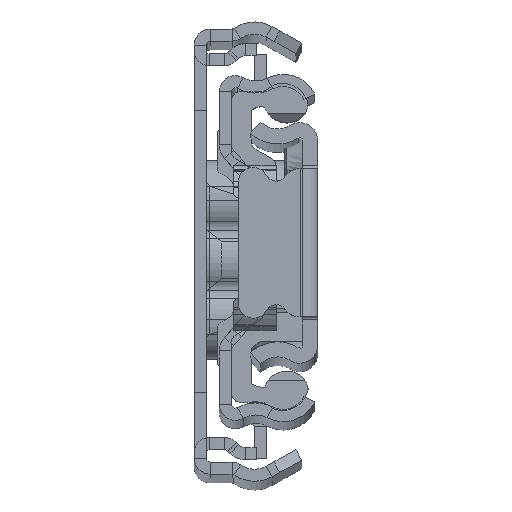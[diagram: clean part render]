
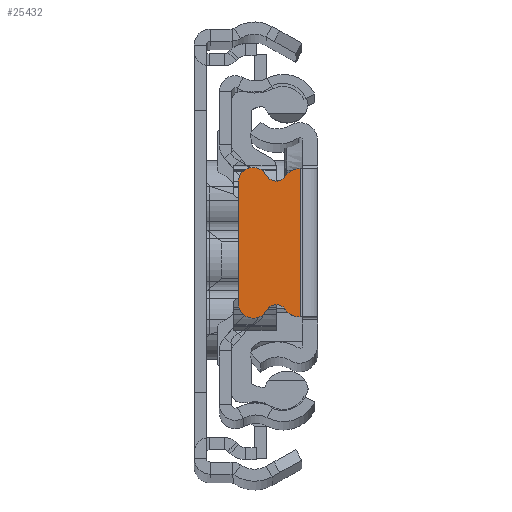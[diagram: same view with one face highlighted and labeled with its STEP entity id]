
A CAD part, top view. The second image highlights one B-rep face of the part: STEP entity #25432.
In plain terms, the highlighted planar face has unit normal (0, 0, 1).
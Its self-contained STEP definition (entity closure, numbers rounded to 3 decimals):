
#349 = CIRCLE ( 'NONE', #25439, 1.5 ) ;
#1147 = CARTESIAN_POINT ( 'NONE',  ( -1.929, 7.37, 0. ) ) ;
#1403 = AXIS2_PLACEMENT_3D ( 'NONE', #26184, #25907, #19567 ) ;
#1906 = CARTESIAN_POINT ( 'NONE',  ( -1.929, -5.87, 0. ) ) ;
#2297 = PLANE ( 'NONE',  #23595 ) ;
#3068 = ORIENTED_EDGE ( 'NONE', *, *, #23241, .F. ) ;
#3117 = AXIS2_PLACEMENT_3D ( 'NONE', #16027, #9451, #3211 ) ;
#3211 = DIRECTION ( 'NONE',  ( 1., 0., 0. ) ) ;
#3607 = VECTOR ( 'NONE', #10467, 1000. ) ;
#4084 = FACE_OUTER_BOUND ( 'NONE', #15487, .T. ) ;
#4149 = VERTEX_POINT ( 'NONE', #15197 ) ;
#4534 = ORIENTED_EDGE ( 'NONE', *, *, #5725, .T. ) ;
#4739 = LINE ( 'NONE', #23818, #3607 ) ;
#5094 = CARTESIAN_POINT ( 'NONE',  ( -1.75, 7.37, 0. ) ) ;
#5428 = VERTEX_POINT ( 'NONE', #13914 ) ;
#5536 = LINE ( 'NONE', #13777, #13105 ) ;
#5725 = EDGE_CURVE ( 'NONE', #15619, #19056, #19501, .T. ) ;
#5750 = CIRCLE ( 'NONE', #1403, 1.5 ) ;
#6238 = CIRCLE ( 'NONE', #23542, 1.5 ) ;
#6687 = ORIENTED_EDGE ( 'NONE', *, *, #21035, .T. ) ;
#7237 = CIRCLE ( 'NONE', #25826, 1.5 ) ;
#7545 = DIRECTION ( 'NONE',  ( 0., -1., 0. ) ) ;
#8135 = CARTESIAN_POINT ( 'NONE',  ( 494.071, 0., 0. ) ) ;
#9358 = VECTOR ( 'NONE', #11445, 1000. ) ;
#9451 = DIRECTION ( 'NONE',  ( 0., 0., -1. ) ) ;
#9689 = CARTESIAN_POINT ( 'NONE',  ( -5.109, -6.713, 0. ) ) ;
#10308 = DIRECTION ( 'NONE',  ( 0., 0., 1. ) ) ;
#10337 = EDGE_CURVE ( 'NONE', #16905, #5428, #5536, .T. ) ;
#10392 = VERTEX_POINT ( 'NONE', #22584 ) ;
#10460 = CARTESIAN_POINT ( 'NONE',  ( -7.929, -6., 0. ) ) ;
#10467 = DIRECTION ( 'NONE',  ( 0., -1., 0. ) ) ;
#10700 = VERTEX_POINT ( 'NONE', #16828 ) ;
#11026 = ORIENTED_EDGE ( 'NONE', *, *, #12875, .T. ) ;
#11445 = DIRECTION ( 'NONE',  ( 1., 0., 0. ) ) ;
#11753 = DIRECTION ( 'NONE',  ( -1., 0., 0. ) ) ;
#12138 = CARTESIAN_POINT ( 'NONE',  ( -1.929, 5.87, 0. ) ) ;
#12231 = VERTEX_POINT ( 'NONE', #10460 ) ;
#12304 = VERTEX_POINT ( 'NONE', #12496 ) ;
#12496 = CARTESIAN_POINT ( 'NONE',  ( -1.929, 7.37, 0. ) ) ;
#12697 = ORIENTED_EDGE ( 'NONE', *, *, #15272, .T. ) ;
#12875 = EDGE_CURVE ( 'NONE', #10392, #10700, #19541, .T. ) ;
#13105 = VECTOR ( 'NONE', #11753, 1000. ) ;
#13777 = CARTESIAN_POINT ( 'NONE',  ( -1.929, -7.37, 0. ) ) ;
#13860 = LINE ( 'NONE', #1147, #9358 ) ;
#13914 = CARTESIAN_POINT ( 'NONE',  ( -1.929, -7.37, 0. ) ) ;
#13949 = DIRECTION ( 'NONE',  ( 0., 0., 1. ) ) ;
#14684 = CARTESIAN_POINT ( 'NONE',  ( -6.429, -6., 0. ) ) ;
#14924 = CARTESIAN_POINT ( 'NONE',  ( -3.206, -6.658, 0. ) ) ;
#15197 = CARTESIAN_POINT ( 'NONE',  ( -7.929, 6., 0. ) ) ;
#15272 = EDGE_CURVE ( 'NONE', #12304, #10392, #7237, .T. ) ;
#15487 = EDGE_LOOP ( 'NONE', ( #3068, #19179, #12697, #11026, #19198, #6687, #19450, #4534, #22409, #18884 ) ) ;
#15619 = VERTEX_POINT ( 'NONE', #9689 ) ;
#15970 = EDGE_CURVE ( 'NONE', #19056, #5428, #349, .T. ) ;
#16027 = CARTESIAN_POINT ( 'NONE',  ( -4.142, 7.236, 0. ) ) ;
#16828 = CARTESIAN_POINT ( 'NONE',  ( -5.109, 6.713, 0. ) ) ;
#16905 = VERTEX_POINT ( 'NONE', #25043 ) ;
#17042 = CARTESIAN_POINT ( 'NONE',  ( -4.142, -7.236, 0. ) ) ;
#18428 = DIRECTION ( 'NONE',  ( 1., 0., 0. ) ) ;
#18884 = ORIENTED_EDGE ( 'NONE', *, *, #10337, .F. ) ;
#18906 = DIRECTION ( 'NONE',  ( 0., 0., 1. ) ) ;
#19056 = VERTEX_POINT ( 'NONE', #14924 ) ;
#19179 = ORIENTED_EDGE ( 'NONE', *, *, #25779, .F. ) ;
#19198 = ORIENTED_EDGE ( 'NONE', *, *, #21434, .T. ) ;
#19450 = ORIENTED_EDGE ( 'NONE', *, *, #23923, .T. ) ;
#19501 = CIRCLE ( 'NONE', #25119, 1.1 ) ;
#19541 = CIRCLE ( 'NONE', #3117, 1.1 ) ;
#19567 = DIRECTION ( 'NONE',  ( -1., 0., 0. ) ) ;
#19820 = VERTEX_POINT ( 'NONE', #5094 ) ;
#19864 = CARTESIAN_POINT ( 'NONE',  ( -7.929, -6., 0. ) ) ;
#19999 = VECTOR ( 'NONE', #7545, 1000. ) ;
#21035 = EDGE_CURVE ( 'NONE', #4149, #12231, #26089, .T. ) ;
#21434 = EDGE_CURVE ( 'NONE', #10700, #4149, #5750, .T. ) ;
#22409 = ORIENTED_EDGE ( 'NONE', *, *, #15970, .T. ) ;
#22584 = CARTESIAN_POINT ( 'NONE',  ( -3.206, 6.658, 0. ) ) ;
#22949 = DIRECTION ( 'NONE',  ( 1., 0., 0. ) ) ;
#23241 = EDGE_CURVE ( 'NONE', #19820, #16905, #4739, .T. ) ;
#23272 = DIRECTION ( 'NONE',  ( -1., 0., 0. ) ) ;
#23542 = AXIS2_PLACEMENT_3D ( 'NONE', #14684, #24458, #22949 ) ;
#23595 = AXIS2_PLACEMENT_3D ( 'NONE', #8135, #10308, #24520 ) ;
#23818 = CARTESIAN_POINT ( 'NONE',  ( -1.75, 0., 0. ) ) ;
#23923 = EDGE_CURVE ( 'NONE', #12231, #15619, #6238, .T. ) ;
#24458 = DIRECTION ( 'NONE',  ( 0., 0., 1. ) ) ;
#24520 = DIRECTION ( 'NONE',  ( 1., 0., 0. ) ) ;
#24862 = DIRECTION ( 'NONE',  ( -1., 0., 0. ) ) ;
#25043 = CARTESIAN_POINT ( 'NONE',  ( -1.75, -7.37, 0. ) ) ;
#25119 = AXIS2_PLACEMENT_3D ( 'NONE', #17042, #25287, #23272 ) ;
#25287 = DIRECTION ( 'NONE',  ( 0., 0., -1. ) ) ;
#25432 = ADVANCED_FACE ( 'NONE', ( #4084 ), #2297, .T. ) ;
#25439 = AXIS2_PLACEMENT_3D ( 'NONE', #1906, #13949, #18428 ) ;
#25779 = EDGE_CURVE ( 'NONE', #12304, #19820, #13860, .T. ) ;
#25826 = AXIS2_PLACEMENT_3D ( 'NONE', #12138, #18906, #24862 ) ;
#25907 = DIRECTION ( 'NONE',  ( 0., 0., 1. ) ) ;
#26089 = LINE ( 'NONE', #19864, #19999 ) ;
#26184 = CARTESIAN_POINT ( 'NONE',  ( -6.429, 6., 0. ) ) ;
